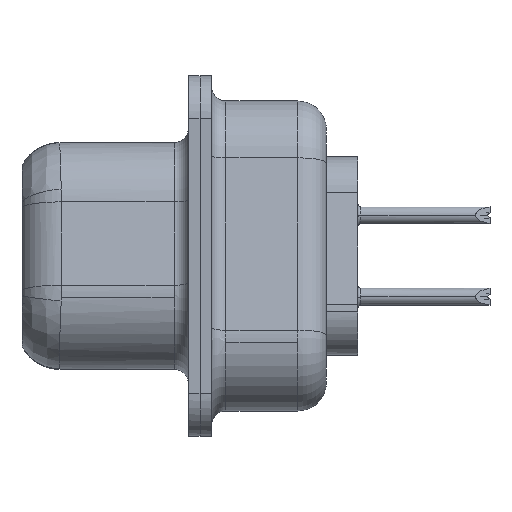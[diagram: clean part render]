
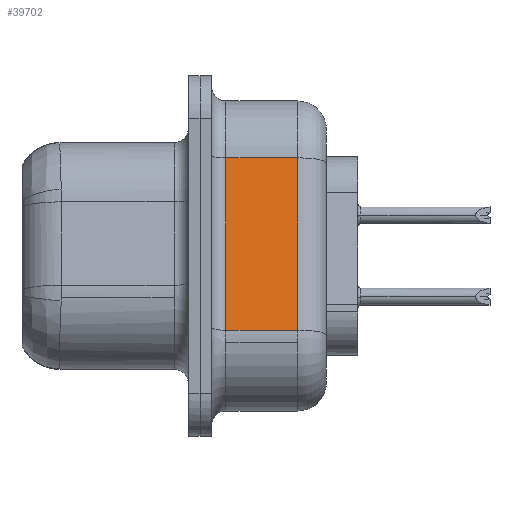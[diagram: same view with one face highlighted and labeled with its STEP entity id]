
A CAD part, left-side view. The second image highlights one B-rep face of the part: STEP entity #39702.
In plain terms, the highlighted planar face has unit normal (-0.985, 0, 0.174).
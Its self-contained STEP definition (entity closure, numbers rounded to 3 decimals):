
#39689=AXIS2_PLACEMENT_3D('Plane Axis2P3D',#39686,#39687,#39688) ;
#39082=CARTESIAN_POINT('Vertex',(-8.506,-1.3,3.417)) ;
#39250=CARTESIAN_POINT('Vertex',(-9.564,-1.3,-2.583)) ;
#39271=CARTESIAN_POINT('Line Origine',(-8.497,-1.3,3.467)) ;
#39475=CARTESIAN_POINT('Line Origine',(-8.506,-0.8,3.417)) ;
#39479=CARTESIAN_POINT('Vertex',(-8.506,-3.8,3.417)) ;
#39671=CARTESIAN_POINT('Vertex',(-9.564,-3.8,-2.583)) ;
#39674=CARTESIAN_POINT('Line Origine',(-9.564,-0.8,-2.583)) ;
#39686=CARTESIAN_POINT('Axis2P3D Location',(-8.506,-0.8,3.417)) ;
#39691=CARTESIAN_POINT('Line Origine',(-9.035,-3.8,0.417)) ;
#39272=DIRECTION('Vector Direction',(-0.174,0.,-0.985)) ;
#39476=DIRECTION('Vector Direction',(0.,-1.,0.)) ;
#39675=DIRECTION('Vector Direction',(0.,-1.,0.)) ;
#39687=DIRECTION('Axis2P3D Direction',(-0.985,0.,0.174)) ;
#39688=DIRECTION('Axis2P3D XDirection',(-0.174,0.,-0.985)) ;
#39692=DIRECTION('Vector Direction',(0.174,0.,0.985)) ;
#39273=VECTOR('Line Direction',#39272,1.) ;
#39477=VECTOR('Line Direction',#39476,1.) ;
#39676=VECTOR('Line Direction',#39675,1.) ;
#39693=VECTOR('Line Direction',#39692,1.) ;
#39697=ORIENTED_EDGE('',*,*,#39481,.T.) ;
#39698=ORIENTED_EDGE('',*,*,#39275,.T.) ;
#39699=ORIENTED_EDGE('',*,*,#39678,.T.) ;
#39700=ORIENTED_EDGE('',*,*,#39695,.T.) ;
#39702=ADVANCED_FACE('81\\MANIFOLD_SOLID_BREP #10802',(#39701),#39690,.T.) ;
#39275=EDGE_CURVE('',#39083,#39251,#39274,.T.) ;
#39481=EDGE_CURVE('',#39480,#39083,#39478,.F.) ;
#39678=EDGE_CURVE('',#39251,#39672,#39677,.T.) ;
#39695=EDGE_CURVE('',#39672,#39480,#39694,.T.) ;
#39696=EDGE_LOOP('',(#39697,#39698,#39699,#39700)) ;
#39701=FACE_OUTER_BOUND('',#39696,.T.) ;
#39274=LINE('Line',#39271,#39273) ;
#39478=LINE('Line',#39475,#39477) ;
#39677=LINE('Line',#39674,#39676) ;
#39694=LINE('Line',#39691,#39693) ;
#39690=PLANE('',#39689) ;
#39083=VERTEX_POINT('',#39082) ;
#39251=VERTEX_POINT('',#39250) ;
#39480=VERTEX_POINT('',#39479) ;
#39672=VERTEX_POINT('',#39671) ;
